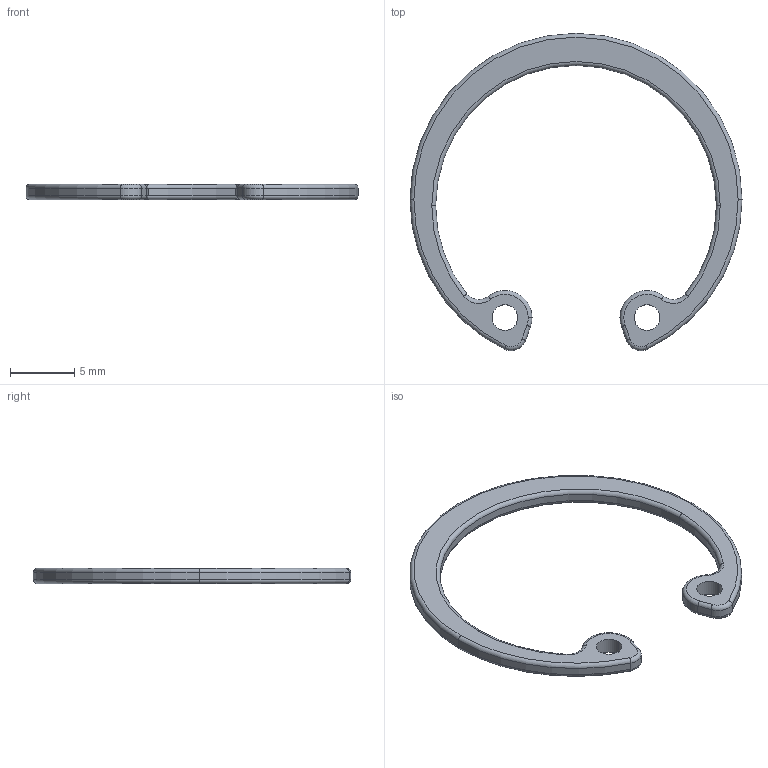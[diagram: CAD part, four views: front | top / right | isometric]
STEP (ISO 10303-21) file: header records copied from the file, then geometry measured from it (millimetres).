
FILE_DESCRIPTION (( 'STEP AP214' ), '1' );
FILE_NAME ('WA701-24.STEP', '2017-05-09T07:31:15', ( 'chena1' ), ( '' ), 'SwSTEP 2.0', 'SolidWorks 2014', '' );
FILE_SCHEMA (( 'AUTOMOTIVE_DESIGN' ));
Length unit declared in the file: millimetre
Products named in the file (1): WA701-24
Bounding box: 25.9 x 24.75 x 1.2 mm (x, y, z)
Volume: 174.6 mm3; surface area: 446.9 mm2
Topology: 1 solids, 1 shells, 51 faces, 119 edges, 70 vertices
Faces by surface type: torus 26, cylinder 21, plane 4
Entity records: 1523 total; most frequent: DIRECTION 315, CARTESIAN_POINT 241, ORIENTED_EDGE 238, AXIS2_PLACEMENT_3D 144, EDGE_CURVE 119, CIRCLE 92, VERTEX_POINT 70, EDGE_LOOP 55
